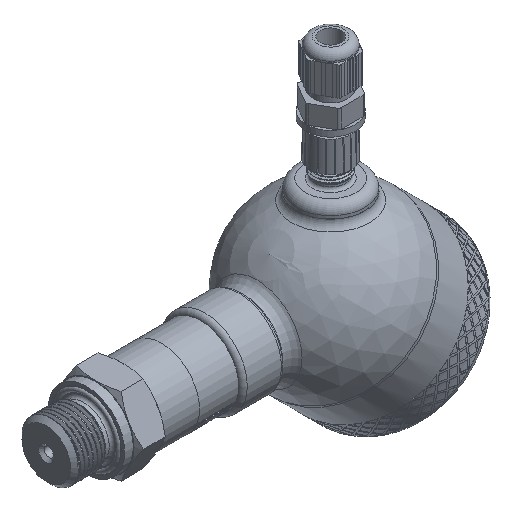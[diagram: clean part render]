
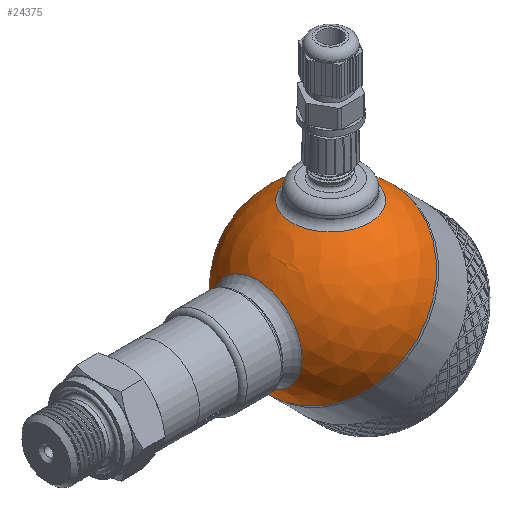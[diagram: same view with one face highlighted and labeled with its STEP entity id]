
A CAD part, isometric view. The second image highlights one B-rep face of the part: STEP entity #24375.
In plain terms, the highlighted spherical face has radius 30 mm.
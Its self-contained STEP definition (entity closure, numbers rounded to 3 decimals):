
#56=SPHERICAL_SURFACE('',#25857,30.);
#1100=FACE_BOUND('',#3493,.T.);
#1101=FACE_BOUND('',#3494,.T.);
#1905=FACE_OUTER_BOUND('',#3492,.T.);
#3492=EDGE_LOOP('',(#17851,#17852,#17853,#17854));
#3493=EDGE_LOOP('',(#17855));
#3494=EDGE_LOOP('',(#17856));
#4933=CIRCLE('',#25780,30.);
#4934=CIRCLE('',#25781,30.);
#4961=CIRCLE('',#25853,13.5);
#4964=CIRCLE('',#25858,30.);
#4965=CIRCLE('',#25859,15.643);
#9574=VERTEX_POINT('',#32509);
#9575=VERTEX_POINT('',#32511);
#10102=VERTEX_POINT('',#39275);
#10104=VERTEX_POINT('',#39282);
#10105=VERTEX_POINT('',#39284);
#12193=EDGE_CURVE('',#9574,#9575,#4933,.T.);
#12194=EDGE_CURVE('',#9575,#9574,#4934,.T.);
#12987=EDGE_CURVE('',#10102,#10102,#4961,.T.);
#12990=EDGE_CURVE('',#9575,#10104,#4964,.T.);
#12991=EDGE_CURVE('',#10105,#10105,#4965,.T.);
#17851=ORIENTED_EDGE('',*,*,#12194,.F.);
#17852=ORIENTED_EDGE('',*,*,#12990,.T.);
#17853=ORIENTED_EDGE('',*,*,#12990,.F.);
#17854=ORIENTED_EDGE('',*,*,#12193,.F.);
#17855=ORIENTED_EDGE('',*,*,#12991,.F.);
#17856=ORIENTED_EDGE('',*,*,#12987,.F.);
#24375=ADVANCED_FACE('',(#1905,#1100,#1101),#56,.T.);
#25780=AXIS2_PLACEMENT_3D('',#32512,#27154,#27155);
#25781=AXIS2_PLACEMENT_3D('',#32513,#27156,#27157);
#25853=AXIS2_PLACEMENT_3D('',#39276,#27578,#27579);
#25857=AXIS2_PLACEMENT_3D('',#39281,#27586,#27587);
#25858=AXIS2_PLACEMENT_3D('',#39283,#27588,#27589);
#25859=AXIS2_PLACEMENT_3D('',#39285,#27590,#27591);
#27154=DIRECTION('center_axis',(1.,0.,0.));
#27155=DIRECTION('ref_axis',(0.,1.,0.));
#27156=DIRECTION('center_axis',(1.,0.,0.));
#27157=DIRECTION('ref_axis',(0.,1.,0.));
#27578=DIRECTION('center_axis',(-0.707,0.,-0.707));
#27579=DIRECTION('ref_axis',(-0.707,0.,0.707));
#27586=DIRECTION('center_axis',(1.,0.,0.));
#27587=DIRECTION('ref_axis',(0.,-1.,0.));
#27588=DIRECTION('center_axis',(0.,0.,1.));
#27589=DIRECTION('ref_axis',(0.,1.,0.));
#27590=DIRECTION('center_axis',(-0.707,0.,0.707));
#27591=DIRECTION('ref_axis',(0.707,0.,0.707));
#32509=CARTESIAN_POINT('',(0.,-30.,0.));
#32511=CARTESIAN_POINT('',(0.,30.,0.));
#32512=CARTESIAN_POINT('Origin',(0.,0.,0.));
#32513=CARTESIAN_POINT('Origin',(0.,0.,0.));
#39275=CARTESIAN_POINT('',(-9.398,0.,-28.49));
#39276=CARTESIAN_POINT('Origin',(-18.944,0.,-18.944));
#39281=CARTESIAN_POINT('Origin',(0.,0.,0.));
#39282=CARTESIAN_POINT('',(-30.,0.,0.));
#39283=CARTESIAN_POINT('Origin',(0.,0.,0.));
#39284=CARTESIAN_POINT('',(-29.162,0.,7.04));
#39285=CARTESIAN_POINT('Origin',(-18.101,0.,18.101));
